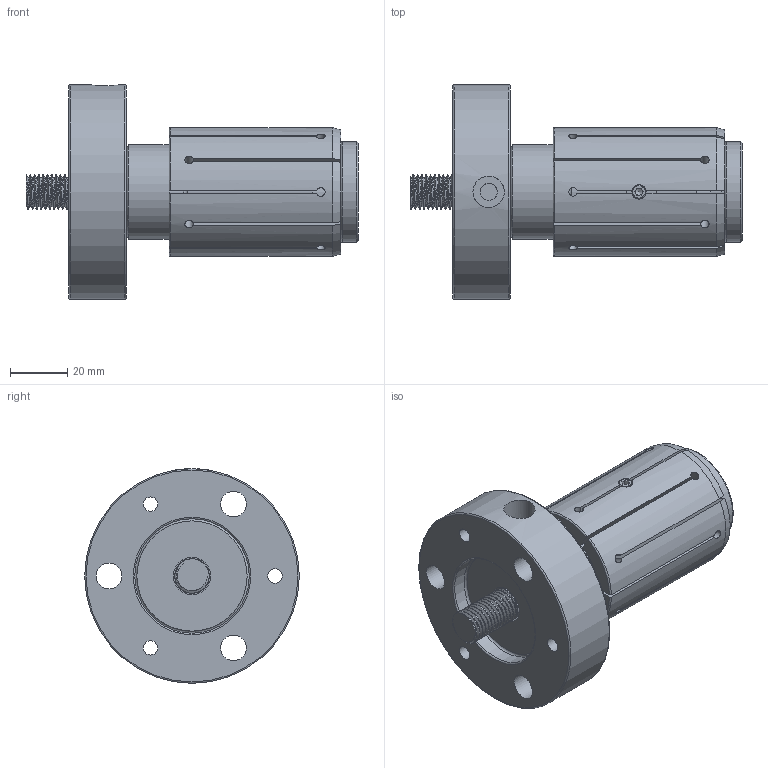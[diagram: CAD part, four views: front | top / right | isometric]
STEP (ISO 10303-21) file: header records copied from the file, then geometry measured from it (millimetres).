
FILE_DESCRIPTION (( 'STEP AP214' ), '1' );
FILE_NAME ('DTG-18C1-A（45x60）.STEP', '2024-09-28T02:31:09', ( '' ), ( '' ), 'SwSTEP 2.0', 'SolidWorks 2023', '' );
FILE_SCHEMA (( 'AUTOMOTIVE_DESIGN' ));
Length unit declared in the file: millimetre
Products named in the file (5): DTG-18C1-A 拉杆（45x60）; DTG-18C1-A 涨套（45x60）; DTG-18C1-A 底座（45x60）; DTG-18C1-A（45x60）; 内六角平端紧定螺钉[GBT77-2000][M5×16]_M5×16
Assembly tree (5 placements, depth 2):
  DTG-18C1-A（45x60）
    DTG-18C1-A 底座（45x60）
    DTG-18C1-A 拉杆（45x60）
    DTG-18C1-A 涨套（45x60）
    内六角平端紧定螺钉[GBT77-2000][M5×16]_M5×16  x2
Bounding box: 116 x 75 x 75 mm (x, y, z)
Volume: 177931.2 mm3; surface area: 60445.8 mm2
Topology: 5 solids, 5 shells, 258 faces, 685 edges, 442 vertices
Faces by surface type: plane 144, cylinder 71, cone 26, torus 14, bspline 3
Full cylindrical faces by diameter (mm): 4.2 x1, 5 x5, 6 x1, 9 x3, 11 x3, 12 x2, 13 x1, 15 x3, 18 x1, 30.133 x1, 33 x1, 35 x1, 40 x1, 45 x1, 75 x1
Entity records: 16164 total; most frequent: CARTESIAN_POINT 8718, ORIENTED_EDGE 1182, DIRECTION 1139, EDGE_CURVE 591, AXIS2_PLACEMENT_3D 421, VERTEX_POINT 406, EDGE_LOOP 311, VECTOR 297
